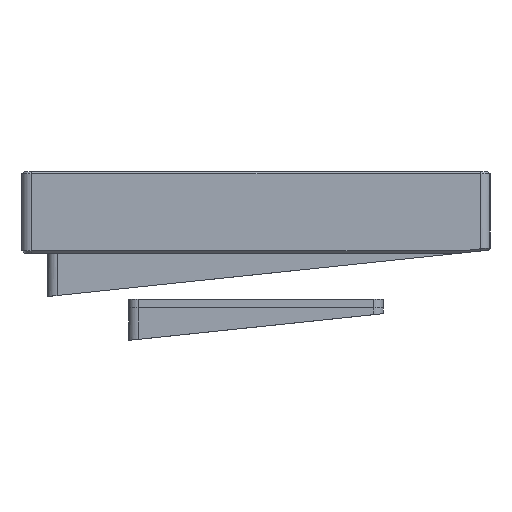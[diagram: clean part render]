
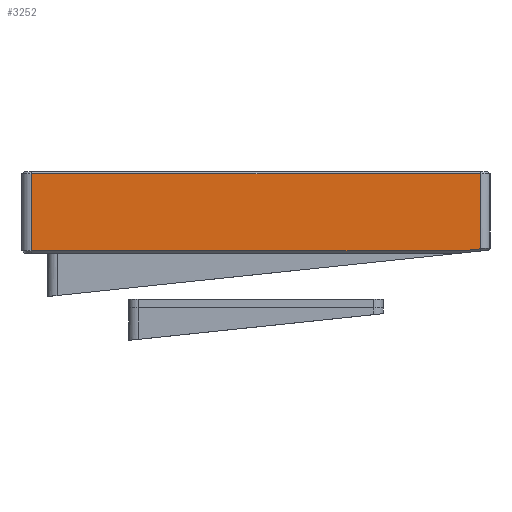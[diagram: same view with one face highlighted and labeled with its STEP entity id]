
A CAD part, left-side view. The second image highlights one B-rep face of the part: STEP entity #3252.
In plain terms, the highlighted planar face has unit normal (-1, 0, 0).
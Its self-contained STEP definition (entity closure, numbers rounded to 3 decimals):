
#118=PLANE('',#3547);
#217=FACE_OUTER_BOUND('',#412,.T.);
#412=EDGE_LOOP('',(#2513,#2514,#2515,#2516,#2517));
#722=LINE('',#5320,#1039);
#723=LINE('',#5322,#1040);
#724=LINE('',#5324,#1041);
#725=LINE('',#5326,#1042);
#726=LINE('',#5327,#1043);
#1039=VECTOR('',#4199,1000.);
#1040=VECTOR('',#4200,1000.);
#1041=VECTOR('',#4201,1000.);
#1042=VECTOR('',#4202,1000.);
#1043=VECTOR('',#4203,1000.);
#1551=VERTEX_POINT('',#5318);
#1552=VERTEX_POINT('',#5319);
#1553=VERTEX_POINT('',#5321);
#1554=VERTEX_POINT('',#5323);
#1555=VERTEX_POINT('',#5325);
#1915=EDGE_CURVE('',#1551,#1552,#722,.T.);
#1916=EDGE_CURVE('',#1552,#1553,#723,.T.);
#1917=EDGE_CURVE('',#1553,#1554,#724,.T.);
#1918=EDGE_CURVE('',#1554,#1555,#725,.T.);
#1919=EDGE_CURVE('',#1555,#1551,#726,.F.);
#2513=ORIENTED_EDGE('',*,*,#1915,.T.);
#2514=ORIENTED_EDGE('',*,*,#1916,.T.);
#2515=ORIENTED_EDGE('',*,*,#1917,.T.);
#2516=ORIENTED_EDGE('',*,*,#1918,.T.);
#2517=ORIENTED_EDGE('',*,*,#1919,.T.);
#3252=ADVANCED_FACE('',(#217),#118,.T.);
#3547=AXIS2_PLACEMENT_3D('',#5317,#4197,#4198);
#4197=DIRECTION('center_axis',(-1.,0.,0.));
#4198=DIRECTION('ref_axis',(0.,0.,1.));
#4199=DIRECTION('',(0.,-1.,0.));
#4200=DIRECTION('',(0.,-0.995,0.105));
#4201=DIRECTION('',(0.,0.,1.));
#4202=DIRECTION('',(0.,1.,0.));
#4203=DIRECTION('',(0.,0.,1.));
#5317=CARTESIAN_POINT('Origin',(-147.85,0.,-0.002));
#5318=CARTESIAN_POINT('',(-147.85,52.85,11.347));
#5319=CARTESIAN_POINT('',(-147.85,-48.074,11.347));
#5320=CARTESIAN_POINT('',(-147.85,0.,11.347));
#5321=CARTESIAN_POINT('',(-147.85,-52.85,11.849));
#5322=CARTESIAN_POINT('',(-147.85,0.655,6.225));
#5323=CARTESIAN_POINT('',(-147.85,-52.85,29.547));
#5324=CARTESIAN_POINT('',(-147.85,-52.85,30.047));
#5325=CARTESIAN_POINT('',(-147.85,52.85,29.547));
#5326=CARTESIAN_POINT('',(-147.85,52.85,29.547));
#5327=CARTESIAN_POINT('',(-147.85,52.85,-0.002));
